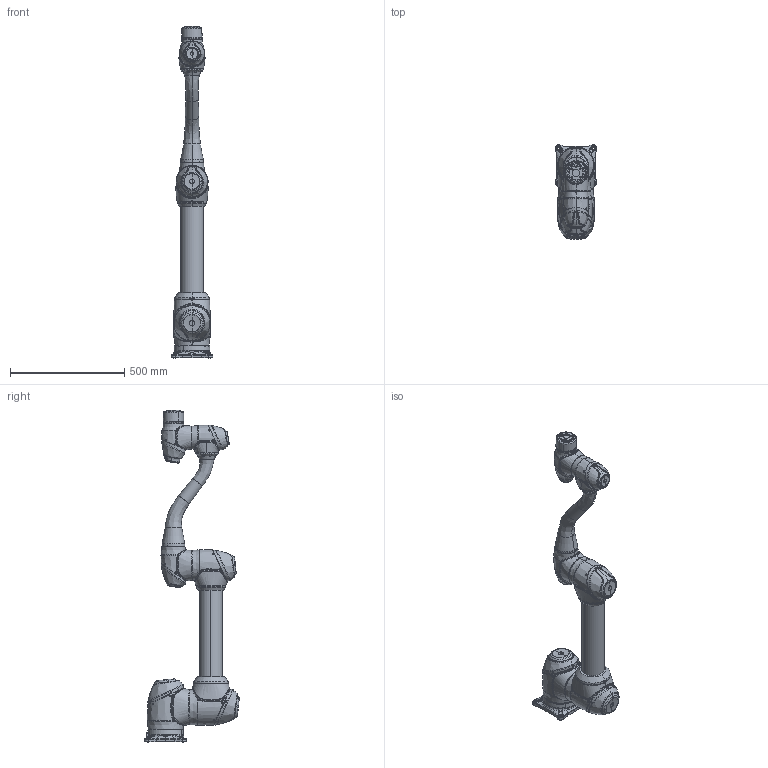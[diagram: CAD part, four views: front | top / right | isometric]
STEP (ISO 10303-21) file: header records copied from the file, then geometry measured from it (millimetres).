
FILE_DESCRIPTION(('CATIA V5 STEP Exchange'),'2;1');
FILE_NAME('Doosan_Robotics_Robot_M1013_STEP_200327.stp','2020-03-27T05:03:31+00:00',('none'),('none'),'Version 5-6 Release 2012','CATIA V5 STEP AP203','none');
FILE_SCHEMA(('CONFIG_CONTROL_DESIGN'));
Length unit declared in the file: millimetre
Products named in the file (1): M1013
Assembly tree (10 placements, depth 2):
  M1013
    #57
    #22551
    #37956
    #53367
    #54256
    #72843
    #85508
    #88494
    #111324
    #130950
Bounding box: 182.38 x 413.56 x 1452.5 mm (x, y, z)
Volume: 23851842.4 mm3; surface area: 1118062 mm2
Topology: 13 solids, 13 shells, 921 faces, 3364 edges, 2550 vertices
Faces by surface type: bspline 711, plane 85, cylinder 80, torus 23, cone 14, revolution 4, extrusion 4
Entity records: 133790 total; most frequent: CARTESIAN_POINT 112252, ORIENTED_EDGE 6722, EDGE_CURVE 3361, B_SPLINE_CURVE_WITH_KNOTS 2970, VERTEX_POINT 2535, EDGE_LOOP 1002, ADVANCED_FACE 921, FACE_OUTER_BOUND 921
